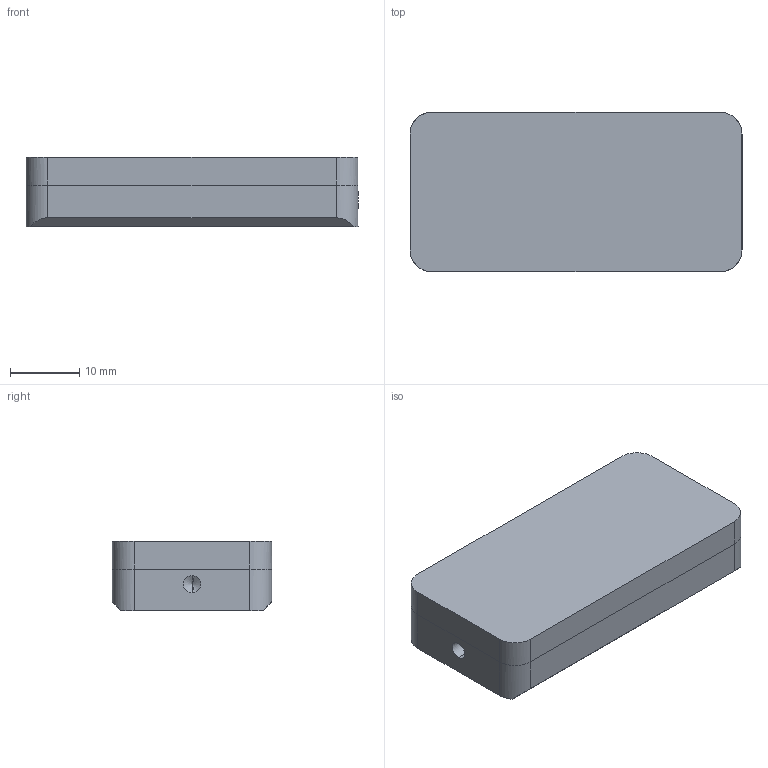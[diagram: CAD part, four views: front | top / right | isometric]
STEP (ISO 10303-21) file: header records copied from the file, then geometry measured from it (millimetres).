
FILE_DESCRIPTION (( 'STEP AP203' ), '1' );
FILE_NAME ('S17023210.STEP', '2015-10-23T15:36:07', ( '' ), ( '' ), 'SwSTEP 2.0', 'SolidWorks 2015', '' );
FILE_SCHEMA (( 'CONFIG_CONTROL_DESIGN' ));
Length unit declared in the file: millimetre
Products named in the file (1): S17023210
Bounding box: 48.1 x 23.1 x 10 mm (x, y, z)
Volume: 10564.5 mm3; surface area: 3751.9 mm2
Topology: 1 solids, 1 shells, 43 faces, 108 edges, 66 vertices
Faces by surface type: plane 21, cylinder 18, cone 4
Entity records: 1355 total; most frequent: CARTESIAN_POINT 274, DIRECTION 208, ORIENTED_EDGE 208, EDGE_CURVE 104, AXIS2_PLACEMENT_3D 72, VERTEX_POINT 66, VECTOR 64, LINE 64
